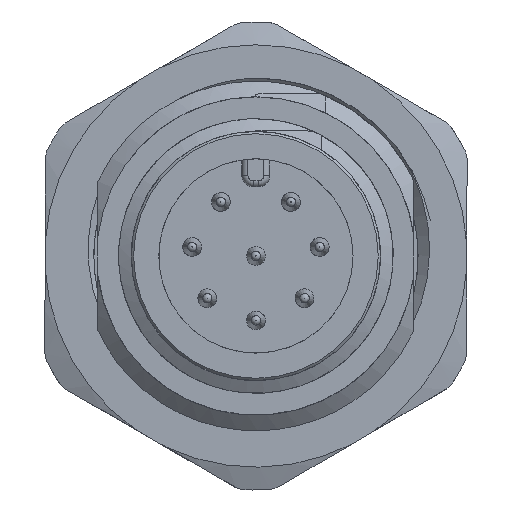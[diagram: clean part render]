
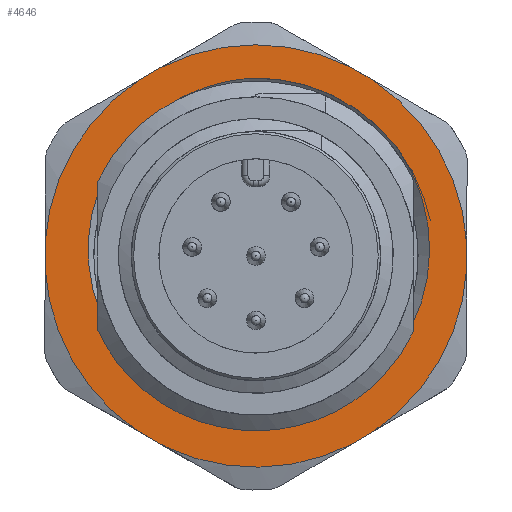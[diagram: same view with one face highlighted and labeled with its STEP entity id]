
A CAD part, front view. The second image highlights one B-rep face of the part: STEP entity #4646.
In plain terms, the highlighted face is planar.
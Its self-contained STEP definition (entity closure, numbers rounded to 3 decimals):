
#347=B_SPLINE_CURVE_WITH_KNOTS('',3,(#18656,#18657,#18658,#18659,#18660,
#18661,#18662),.UNSPECIFIED.,.F.,.F.,(4,1,1,1,4),(0.,0.004,
0.009,0.013,0.017),
 .UNSPECIFIED.);
#348=B_SPLINE_CURVE_WITH_KNOTS('',3,(#18666,#18667,#18668,#18669,#18670,
#18671,#18672),.UNSPECIFIED.,.F.,.F.,(4,1,1,1,4),(0.,
0.004,0.009,0.013,0.017),
 .UNSPECIFIED.);
#637=LINE('',#18676,#816);
#638=LINE('',#18680,#817);
#639=LINE('',#18684,#818);
#640=LINE('',#18688,#819);
#641=LINE('',#18692,#820);
#642=LINE('',#18696,#821);
#816=VECTOR('',#6216,1000.);
#817=VECTOR('',#6219,1000.);
#818=VECTOR('',#6222,1000.);
#819=VECTOR('',#6225,1000.);
#820=VECTOR('',#6228,1000.);
#821=VECTOR('',#6231,1000.);
#1804=ORIENTED_EDGE('',*,*,#2582,.T.);
#1805=ORIENTED_EDGE('',*,*,#2583,.T.);
#1806=ORIENTED_EDGE('',*,*,#2584,.T.);
#1807=ORIENTED_EDGE('',*,*,#2585,.T.);
#1808=ORIENTED_EDGE('',*,*,#2586,.F.);
#1809=ORIENTED_EDGE('',*,*,#2587,.T.);
#1810=ORIENTED_EDGE('',*,*,#2588,.F.);
#1811=ORIENTED_EDGE('',*,*,#2589,.T.);
#1812=ORIENTED_EDGE('',*,*,#2590,.F.);
#1813=ORIENTED_EDGE('',*,*,#2591,.T.);
#1814=ORIENTED_EDGE('',*,*,#2592,.F.);
#1815=ORIENTED_EDGE('',*,*,#2593,.T.);
#1816=ORIENTED_EDGE('',*,*,#2594,.F.);
#1817=ORIENTED_EDGE('',*,*,#2595,.T.);
#1818=ORIENTED_EDGE('',*,*,#2596,.F.);
#1819=ORIENTED_EDGE('',*,*,#2597,.T.);
#2582=EDGE_CURVE('',#3087,#3088,#3352,.T.);
#2583=EDGE_CURVE('',#3088,#3089,#347,.T.);
#2584=EDGE_CURVE('',#3089,#3090,#3353,.F.);
#2585=EDGE_CURVE('',#3090,#3087,#348,.T.);
#2586=EDGE_CURVE('',#3091,#3092,#3354,.F.);
#2587=EDGE_CURVE('',#3091,#3093,#637,.T.);
#2588=EDGE_CURVE('',#3094,#3093,#3355,.F.);
#2589=EDGE_CURVE('',#3094,#3095,#638,.T.);
#2590=EDGE_CURVE('',#3096,#3095,#3356,.F.);
#2591=EDGE_CURVE('',#3096,#3097,#639,.T.);
#2592=EDGE_CURVE('',#3098,#3097,#3357,.F.);
#2593=EDGE_CURVE('',#3098,#3099,#640,.T.);
#2594=EDGE_CURVE('',#3100,#3099,#3358,.F.);
#2595=EDGE_CURVE('',#3100,#3101,#641,.T.);
#2596=EDGE_CURVE('',#3102,#3101,#3359,.F.);
#2597=EDGE_CURVE('',#3102,#3092,#642,.T.);
#3087=VERTEX_POINT('',#18654);
#3088=VERTEX_POINT('',#18655);
#3089=VERTEX_POINT('',#18663);
#3090=VERTEX_POINT('',#18665);
#3091=VERTEX_POINT('',#18674);
#3092=VERTEX_POINT('',#18675);
#3093=VERTEX_POINT('',#18677);
#3094=VERTEX_POINT('',#18679);
#3095=VERTEX_POINT('',#18681);
#3096=VERTEX_POINT('',#18683);
#3097=VERTEX_POINT('',#18685);
#3098=VERTEX_POINT('',#18687);
#3099=VERTEX_POINT('',#18689);
#3100=VERTEX_POINT('',#18691);
#3101=VERTEX_POINT('',#18693);
#3102=VERTEX_POINT('',#18695);
#3352=CIRCLE('',#5194,7.6);
#3353=CIRCLE('',#5195,6.93);
#3354=CIRCLE('',#5196,9.024);
#3355=CIRCLE('',#5197,9.024);
#3356=CIRCLE('',#5198,9.024);
#3357=CIRCLE('',#5199,9.024);
#3358=CIRCLE('',#5200,9.024);
#3359=CIRCLE('',#5201,9.024);
#3756=EDGE_LOOP('',(#1804,#1805,#1806,#1807));
#3757=EDGE_LOOP('',(#1808,#1809,#1810,#1811,#1812,#1813,#1814,#1815,#1816,
#1817,#1818,#1819));
#4208=FACE_BOUND('',#3756,.T.);
#4209=FACE_BOUND('',#3757,.T.);
#4376=PLANE('',#5193);
#4646=ADVANCED_FACE('',(#4208,#4209),#4376,.T.);
#5193=AXIS2_PLACEMENT_3D('',#18652,#6208,#6209);
#5194=AXIS2_PLACEMENT_3D('',#18653,#6210,#6211);
#5195=AXIS2_PLACEMENT_3D('',#18664,#6212,#6213);
#5196=AXIS2_PLACEMENT_3D('',#18673,#6214,#6215);
#5197=AXIS2_PLACEMENT_3D('',#18678,#6217,#6218);
#5198=AXIS2_PLACEMENT_3D('',#18682,#6220,#6221);
#5199=AXIS2_PLACEMENT_3D('',#18686,#6223,#6224);
#5200=AXIS2_PLACEMENT_3D('',#18690,#6226,#6227);
#5201=AXIS2_PLACEMENT_3D('',#18694,#6229,#6230);
#6208=DIRECTION('',(1.,0.,0.));
#6209=DIRECTION('',(0.,0.,-1.));
#6210=DIRECTION('',(-1.,0.,0.));
#6211=DIRECTION('',(0.,1.,0.));
#6212=DIRECTION('',(1.,0.,0.));
#6213=DIRECTION('',(0.,0.,-1.));
#6214=DIRECTION('',(1.,0.,0.));
#6215=DIRECTION('',(0.,0.,-1.));
#6216=DIRECTION('',(0.,1.,0.));
#6217=DIRECTION('',(1.,0.,0.));
#6218=DIRECTION('',(0.,0.,-1.));
#6219=DIRECTION('',(0.,0.497,0.868));
#6220=DIRECTION('',(1.,0.,0.));
#6221=DIRECTION('',(0.,0.,-1.));
#6222=DIRECTION('',(0.,-0.497,0.868));
#6223=DIRECTION('',(1.,0.,0.));
#6224=DIRECTION('',(0.,0.,-1.));
#6225=DIRECTION('',(0.,-1.,0.));
#6226=DIRECTION('',(1.,0.,0.));
#6227=DIRECTION('',(0.,0.,-1.));
#6228=DIRECTION('',(0.,-0.498,-0.867));
#6229=DIRECTION('',(1.,0.,0.));
#6230=DIRECTION('',(0.,0.,-1.));
#6231=DIRECTION('',(0.,0.498,-0.867));
#18652=CARTESIAN_POINT('',(1.5,0.,0.));
#18653=CARTESIAN_POINT('',(1.5,0.,0.));
#18654=CARTESIAN_POINT('',(1.5,-4.081,6.411));
#18655=CARTESIAN_POINT('',(1.5,3.02,6.974));
#18656=CARTESIAN_POINT('',(1.5,3.02,6.974));
#18657=CARTESIAN_POINT('',(1.5,4.318,6.354));
#18658=CARTESIAN_POINT('',(1.5,6.523,4.378));
#18659=CARTESIAN_POINT('',(1.5,7.706,0.079));
#18660=CARTESIAN_POINT('',(1.5,6.285,-4.171));
#18661=CARTESIAN_POINT('',(1.5,3.917,-5.964));
#18662=CARTESIAN_POINT('',(1.5,2.558,-6.441));
#18663=CARTESIAN_POINT('',(1.5,2.558,-6.441));
#18664=CARTESIAN_POINT('',(1.5,0.,0.));
#18665=CARTESIAN_POINT('',(1.5,-1.511,-6.763));
#18666=CARTESIAN_POINT('',(1.5,-1.511,-6.763));
#18667=CARTESIAN_POINT('',(1.5,-2.927,-6.508));
#18668=CARTESIAN_POINT('',(1.5,-5.554,-5.103));
#18669=CARTESIAN_POINT('',(1.5,-7.621,-1.142));
#18670=CARTESIAN_POINT('',(1.5,-7.131,3.298));
#18671=CARTESIAN_POINT('',(1.5,-5.265,5.594));
#18672=CARTESIAN_POINT('',(1.5,-4.081,6.411));
#18673=CARTESIAN_POINT('',(1.5,0.,0.));
#18674=CARTESIAN_POINT('',(1.5,-0.764,-8.992));
#18675=CARTESIAN_POINT('',(1.5,-7.542,-4.955));
#18676=CARTESIAN_POINT('',(1.5,-4.376,-8.992));
#18677=CARTESIAN_POINT('',(1.5,0.764,-8.992));
#18678=CARTESIAN_POINT('',(1.5,0.,0.));
#18679=CARTESIAN_POINT('',(1.5,7.551,-4.941));
#18680=CARTESIAN_POINT('',(1.5,5.661,-8.243));
#18681=CARTESIAN_POINT('',(1.5,8.085,-4.008));
#18682=CARTESIAN_POINT('',(1.5,0.,0.));
#18683=CARTESIAN_POINT('',(1.5,8.085,4.008));
#18684=CARTESIAN_POINT('',(1.5,9.975,0.706));
#18685=CARTESIAN_POINT('',(1.5,7.551,4.941));
#18686=CARTESIAN_POINT('',(1.5,0.,0.));
#18687=CARTESIAN_POINT('',(1.5,0.537,9.008));
#18688=CARTESIAN_POINT('',(1.5,4.342,9.008));
#18689=CARTESIAN_POINT('',(1.5,-0.537,9.008));
#18690=CARTESIAN_POINT('',(1.5,0.,0.));
#18691=CARTESIAN_POINT('',(1.5,-7.542,4.955));
#18692=CARTESIAN_POINT('',(1.5,-5.646,8.254));
#18693=CARTESIAN_POINT('',(1.5,-8.078,4.024));
#18694=CARTESIAN_POINT('',(1.5,0.,0.));
#18695=CARTESIAN_POINT('',(1.5,-8.078,-4.024));
#18696=CARTESIAN_POINT('',(1.5,-9.974,-0.725));
